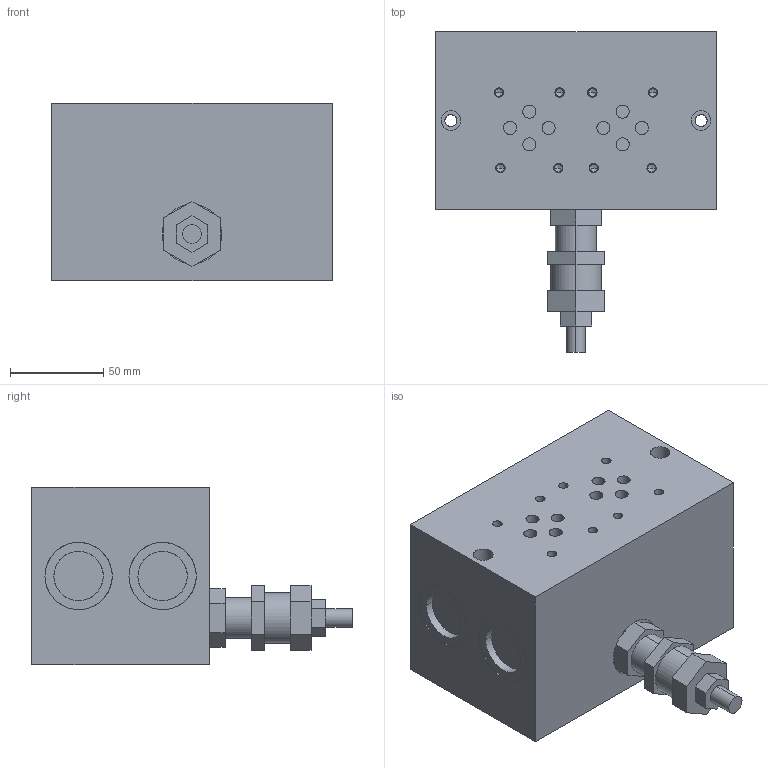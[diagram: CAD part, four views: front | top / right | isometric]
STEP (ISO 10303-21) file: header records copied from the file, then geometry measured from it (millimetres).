
FILE_DESCRIPTION(/* description */ (''),/* implementation_level */ '2;1');
FILE_NAME(/* name */ 'em253_2_z',/* time_stamp */ '2012-07-04T17:02:44+02:00',/* author */ (''),/* organization */ (''),/* preprocessor_version */ 'ST-DEVELOPER v10',/* originating_system */ '',/* authorisation */ '');
FILE_SCHEMA (('AUTOMOTIVE_DESIGN_CC2'));
Length unit declared in the file: millimetre
Products named in the file (2): 1; 2
Assembly tree (1 placements, depth 2):
  1
    2
Bounding box: 150 x 171.5 x 95 mm (x, y, z)
Volume: 1348875.4 mm3; surface area: 96526.8 mm2
Topology: 2 solids, 2 shells, 225 faces, 580 edges, 396 vertices
Faces by surface type: bspline 144, plane 81
Entity records: 7079 total; most frequent: CARTESIAN_POINT 3666, ORIENTED_EDGE 1112, EDGE_CURVE 556, VERTEX_POINT 396, EDGE_LOOP 290, B_SPLINE_CURVE_WITH_KNOTS 228, ADVANCED_FACE 225, FACE_OUTER_BOUND 225
